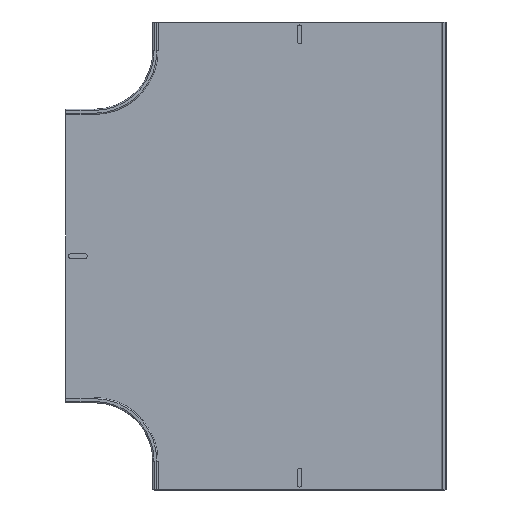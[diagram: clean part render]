
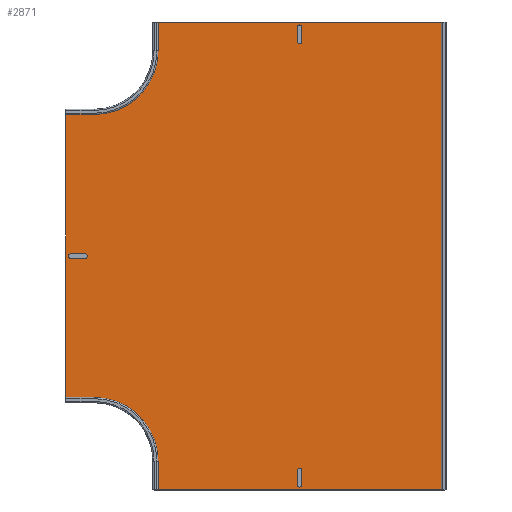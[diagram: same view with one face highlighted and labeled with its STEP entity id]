
A CAD part, top view. The second image highlights one B-rep face of the part: STEP entity #2871.
In plain terms, the highlighted planar face has unit normal (0, 0, 1).
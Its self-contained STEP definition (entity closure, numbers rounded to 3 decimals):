
#293=FACE_OUTER_BOUND('',#455,.T.);
#455=EDGE_LOOP('',(#2633,#2634,#2635,#2636,#2637,#2638,#2639,#2640,#2641,
#2642));
#647=CIRCLE('',#3244,102.6);
#654=CIRCLE('',#3259,102.6);
#861=LINE('',#5015,#1095);
#866=LINE('',#5034,#1100);
#872=LINE('',#5053,#1106);
#875=LINE('',#5071,#1109);
#879=LINE('',#5082,#1113);
#881=LINE('',#5097,#1115);
#887=LINE('',#5110,#1121);
#890=LINE('',#5119,#1124);
#1095=VECTOR('',#4100,1.);
#1100=VECTOR('',#4119,1.);
#1106=VECTOR('',#4141,1.);
#1109=VECTOR('',#4164,1.);
#1113=VECTOR('',#4178,1.);
#1115=VECTOR('',#4200,1.);
#1121=VECTOR('',#4216,1.);
#1124=VECTOR('',#4229,1.);
#1390=VERTEX_POINT('',#5012);
#1391=VERTEX_POINT('',#5014);
#1397=VERTEX_POINT('',#5031);
#1398=VERTEX_POINT('',#5033);
#1402=VERTEX_POINT('',#5049);
#1403=VERTEX_POINT('',#5051);
#1408=VERTEX_POINT('',#5067);
#1410=VERTEX_POINT('',#5081);
#1413=VERTEX_POINT('',#5093);
#1415=VERTEX_POINT('',#5109);
#1797=EDGE_CURVE('',#1391,#1390,#861,.T.);
#1807=EDGE_CURVE('',#1397,#1398,#866,.T.);
#1817=EDGE_CURVE('',#1402,#1403,#872,.T.);
#1825=EDGE_CURVE('',#1408,#1403,#647,.T.);
#1826=EDGE_CURVE('',#1408,#1391,#875,.T.);
#1831=EDGE_CURVE('',#1398,#1410,#879,.T.);
#1838=EDGE_CURVE('',#1413,#1410,#654,.T.);
#1839=EDGE_CURVE('',#1413,#1390,#881,.T.);
#1845=EDGE_CURVE('',#1415,#1402,#887,.T.);
#1850=EDGE_CURVE('',#1415,#1397,#890,.T.);
#2633=ORIENTED_EDGE('',*,*,#1850,.F.);
#2634=ORIENTED_EDGE('',*,*,#1845,.T.);
#2635=ORIENTED_EDGE('',*,*,#1817,.T.);
#2636=ORIENTED_EDGE('',*,*,#1825,.F.);
#2637=ORIENTED_EDGE('',*,*,#1826,.T.);
#2638=ORIENTED_EDGE('',*,*,#1797,.T.);
#2639=ORIENTED_EDGE('',*,*,#1839,.F.);
#2640=ORIENTED_EDGE('',*,*,#1838,.T.);
#2641=ORIENTED_EDGE('',*,*,#1831,.F.);
#2642=ORIENTED_EDGE('',*,*,#1807,.F.);
#2710=PLANE('',#3270);
#2871=ADVANCED_FACE('',(#293),#2710,.T.);
#3244=AXIS2_PLACEMENT_3D('',#5069,#4160,#4161);
#3259=AXIS2_PLACEMENT_3D('',#5095,#4196,#4197);
#3270=AXIS2_PLACEMENT_3D('',#5118,#4227,#4228);
#4100=DIRECTION('',(0.,-1.,0.));
#4119=DIRECTION('',(-1.,0.,0.));
#4141=DIRECTION('',(0.,-1.,0.));
#4160=DIRECTION('center_axis',(0.,0.,1.));
#4161=DIRECTION('ref_axis',(0.,-1.,0.));
#4164=DIRECTION('',(-1.,0.,0.));
#4178=DIRECTION('',(0.,1.,0.));
#4196=DIRECTION('center_axis',(0.,0.,-1.));
#4197=DIRECTION('ref_axis',(0.,1.,0.));
#4200=DIRECTION('',(-1.,0.,0.));
#4216=DIRECTION('',(-1.,0.,0.));
#4227=DIRECTION('center_axis',(0.,0.,1.));
#4228=DIRECTION('ref_axis',(0.,1.,0.));
#4229=DIRECTION('',(0.,-1.,0.));
#5012=CARTESIAN_POINT('',(9.756,13.474,1.1));
#5014=CARTESIAN_POINT('',(9.756,510.674,1.1));
#5015=CARTESIAN_POINT('',(9.756,312.074,1.1));
#5031=CARTESIAN_POINT('',(658.856,-138.426,1.1));
#5033=CARTESIAN_POINT('',(161.656,-138.426,1.1));
#5034=CARTESIAN_POINT('',(460.256,-138.426,1.1));
#5049=CARTESIAN_POINT('',(161.656,662.574,1.1));
#5051=CARTESIAN_POINT('',(161.656,613.274,1.1));
#5053=CARTESIAN_POINT('',(161.656,662.574,1.1));
#5067=CARTESIAN_POINT('',(59.056,510.674,1.1));
#5069=CARTESIAN_POINT('Origin',(59.056,613.274,1.1));
#5071=CARTESIAN_POINT('',(59.056,510.674,1.1));
#5081=CARTESIAN_POINT('',(161.656,-89.126,1.1));
#5082=CARTESIAN_POINT('',(161.656,-138.426,1.1));
#5093=CARTESIAN_POINT('',(59.056,13.474,1.1));
#5095=CARTESIAN_POINT('Origin',(59.056,-89.126,1.1));
#5097=CARTESIAN_POINT('',(59.056,13.474,1.1));
#5109=CARTESIAN_POINT('',(658.856,662.574,1.1));
#5110=CARTESIAN_POINT('',(522.723,662.574,1.1));
#5118=CARTESIAN_POINT('Origin',(409.056,386.474,1.1));
#5119=CARTESIAN_POINT('',(658.856,362.074,1.1));
